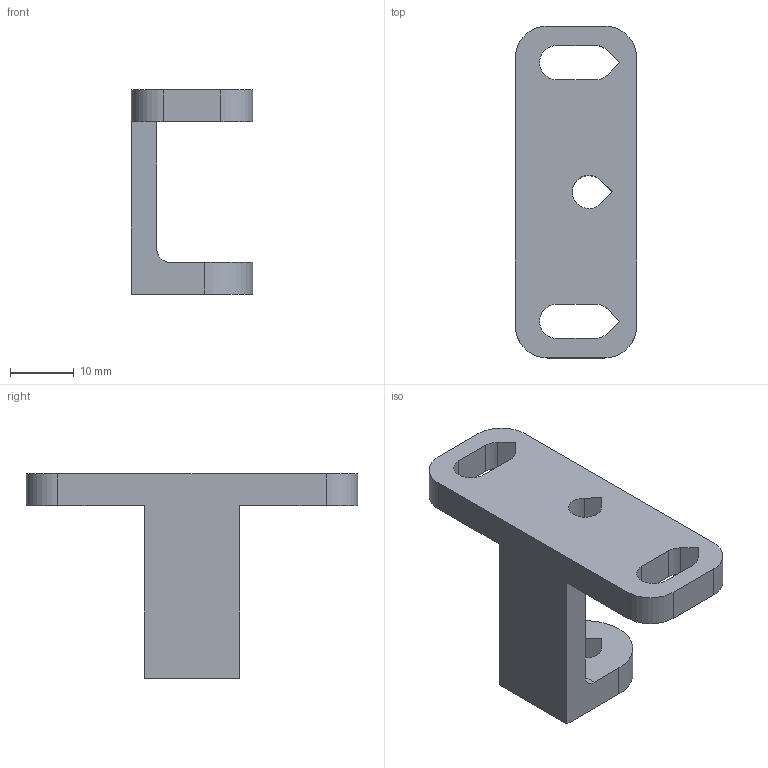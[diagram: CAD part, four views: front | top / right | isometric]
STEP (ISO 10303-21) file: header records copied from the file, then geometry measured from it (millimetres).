
FILE_DESCRIPTION( ( 'Unknown' ), '1' );
FILE_NAME( 'Z-flag-adjuster-housing.stp', 'Unknown', ( 'Ed Sells' ), ( 'University of Bath' ), 'XStep 1.0', 'Solid Edge v19', ' ' );
FILE_SCHEMA( ( 'CONFIG_CONTROL_DESIGN' ) );
Length unit declared in the file: millimetre
Products named in the file (1): 1
Bounding box: 19 x 52 x 32 mm (x, y, z)
Volume: 6671.8 mm3; surface area: 4293 mm2
Topology: 1 solids, 1 shells, 37 faces, 105 edges, 70 vertices
Faces by surface type: plane 23, cylinder 14
Entity records: 1267 total; most frequent: CARTESIAN_POINT 213, ORIENTED_EDGE 210, DIRECTION 209, EDGE_CURVE 105, LINE 77, VECTOR 77, VERTEX_POINT 70, AXIS2_PLACEMENT_3D 66
